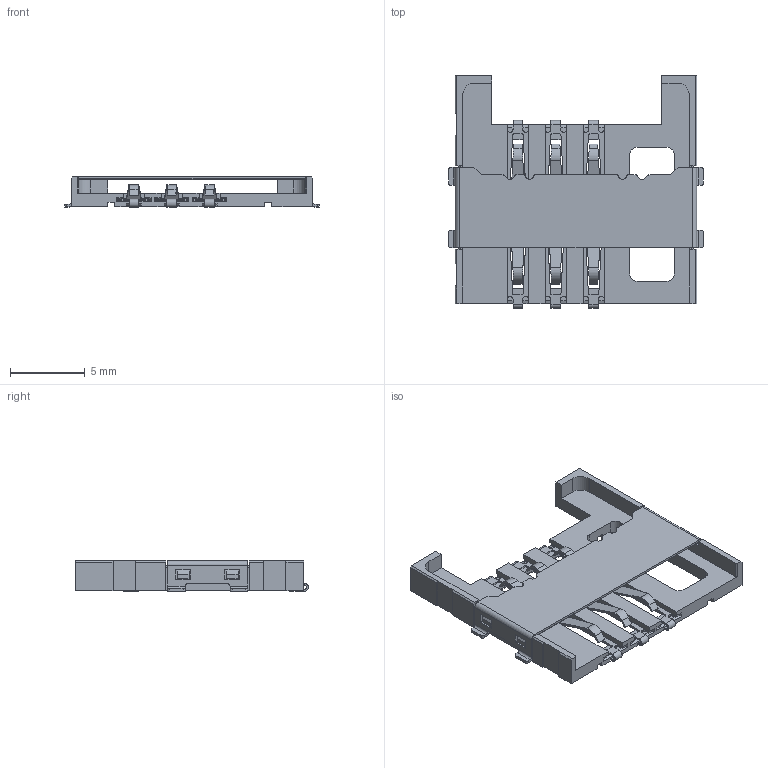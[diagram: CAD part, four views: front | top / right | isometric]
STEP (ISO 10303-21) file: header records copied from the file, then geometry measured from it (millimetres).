
FILE_DESCRIPTION((''),'2;1');
FILE_NAME('473080001','2006-08-30T',('gga'),(''),'PRO/ENGINEER BY PARAMETRIC TECHNOLOGY CORPORATION, 2003451','PRO/ENGINEER BY PARAMETRIC TECHNOLOGY CORPORATION, 2003451','');
FILE_SCHEMA(('CONFIG_CONTROL_DESIGN'));
Length unit declared in the file: millimetre
Products named in the file (1): 473080001
Bounding box: 17.1 x 15.6 x 2.05 mm (x, y, z)
Volume: 158.4 mm3; surface area: 882.7 mm2
Topology: 2 solids, 2 shells, 700 faces, 2003 edges, 1304 vertices
Faces by surface type: plane 566, cylinder 114, cone 20
Entity records: 22472 total; most frequent: CARTESIAN_POINT 4076, ORIENTED_EDGE 3926, DIRECTION 3589, EDGE_CURVE 1963, VECTOR 1751, LINE 1751, VERTEX_POINT 1264, AXIS2_PLACEMENT_3D 919
